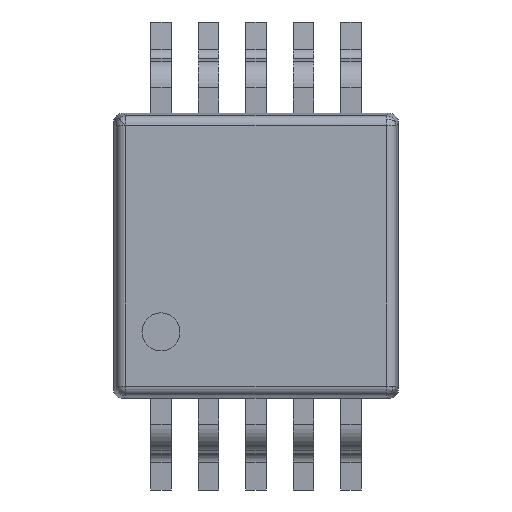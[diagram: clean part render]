
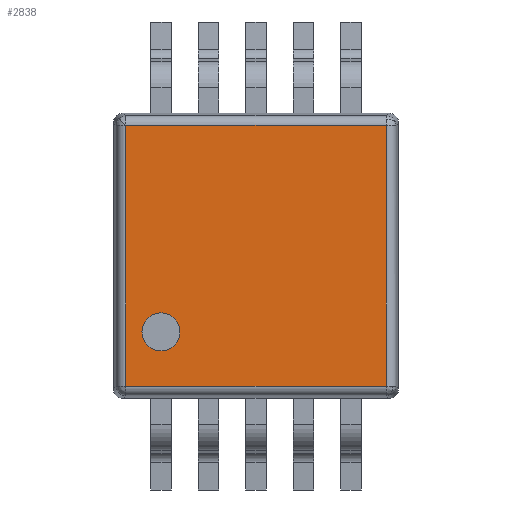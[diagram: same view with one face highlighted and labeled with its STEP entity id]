
A CAD part, top view. The second image highlights one B-rep face of the part: STEP entity #2838.
In plain terms, the highlighted planar face has unit normal (0, 0, 1).
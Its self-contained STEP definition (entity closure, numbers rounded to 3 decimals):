
#1851 = VERTEX_POINT('',#1852);
#1852 = CARTESIAN_POINT('',(1.372,-1.372,1.1));
#1859 = EDGE_CURVE('',#1851,#1860,#1862,.T.);
#1860 = VERTEX_POINT('',#1861);
#1861 = CARTESIAN_POINT('',(-1.372,-1.372,1.1));
#1862 = LINE('',#1863,#1864);
#1863 = CARTESIAN_POINT('',(-1.472,-1.372,1.1));
#1864 = VECTOR('',#1865,1.);
#1865 = DIRECTION('',(-1.,0.,0.));
#2838 = ADVANCED_FACE('',(#2839,#2864),#2884,.T.);
#2839 = FACE_BOUND('',#2840,.T.);
#2840 = EDGE_LOOP('',(#2841,#2849,#2850,#2858));
#2841 = ORIENTED_EDGE('',*,*,#2842,.F.);
#2842 = EDGE_CURVE('',#1860,#2843,#2845,.T.);
#2843 = VERTEX_POINT('',#2844);
#2844 = CARTESIAN_POINT('',(-1.372,1.372,1.1));
#2845 = LINE('',#2846,#2847);
#2846 = CARTESIAN_POINT('',(-1.372,1.472,1.1));
#2847 = VECTOR('',#2848,1.);
#2848 = DIRECTION('',(0.,1.,0.));
#2849 = ORIENTED_EDGE('',*,*,#1859,.F.);
#2850 = ORIENTED_EDGE('',*,*,#2851,.F.);
#2851 = EDGE_CURVE('',#2852,#1851,#2854,.T.);
#2852 = VERTEX_POINT('',#2853);
#2853 = CARTESIAN_POINT('',(1.372,1.372,1.1));
#2854 = LINE('',#2855,#2856);
#2855 = CARTESIAN_POINT('',(1.372,-1.372,1.1));
#2856 = VECTOR('',#2857,1.);
#2857 = DIRECTION('',(0.,-1.,0.));
#2858 = ORIENTED_EDGE('',*,*,#2859,.F.);
#2859 = EDGE_CURVE('',#2843,#2852,#2860,.T.);
#2860 = LINE('',#2861,#2862);
#2861 = CARTESIAN_POINT('',(1.372,1.372,1.1));
#2862 = VECTOR('',#2863,1.);
#2863 = DIRECTION('',(1.,0.,0.));
#2864 = FACE_BOUND('',#2865,.T.);
#2865 = EDGE_LOOP('',(#2866,#2877));
#2866 = ORIENTED_EDGE('',*,*,#2867,.F.);
#2867 = EDGE_CURVE('',#2868,#2870,#2872,.T.);
#2868 = VERTEX_POINT('',#2869);
#2869 = CARTESIAN_POINT('',(-1.2,-0.8,1.1));
#2870 = VERTEX_POINT('',#2871);
#2871 = CARTESIAN_POINT('',(-0.8,-0.8,1.1));
#2872 = CIRCLE('',#2873,0.2);
#2873 = AXIS2_PLACEMENT_3D('',#2874,#2875,#2876);
#2874 = CARTESIAN_POINT('',(-1.,-0.8,1.1));
#2875 = DIRECTION('',(0.,0.,1.));
#2876 = DIRECTION('',(1.,0.,0.));
#2877 = ORIENTED_EDGE('',*,*,#2878,.F.);
#2878 = EDGE_CURVE('',#2870,#2868,#2879,.T.);
#2879 = CIRCLE('',#2880,0.2);
#2880 = AXIS2_PLACEMENT_3D('',#2881,#2882,#2883);
#2881 = CARTESIAN_POINT('',(-1.,-0.8,1.1));
#2882 = DIRECTION('',(0.,0.,1.));
#2883 = DIRECTION('',(1.,0.,0.));
#2884 = PLANE('',#2885);
#2885 = AXIS2_PLACEMENT_3D('',#2886,#2887,#2888);
#2886 = CARTESIAN_POINT('',(0.,0.,1.1));
#2887 = DIRECTION('',(0.,0.,1.));
#2888 = DIRECTION('',(0.,-1.,0.));
